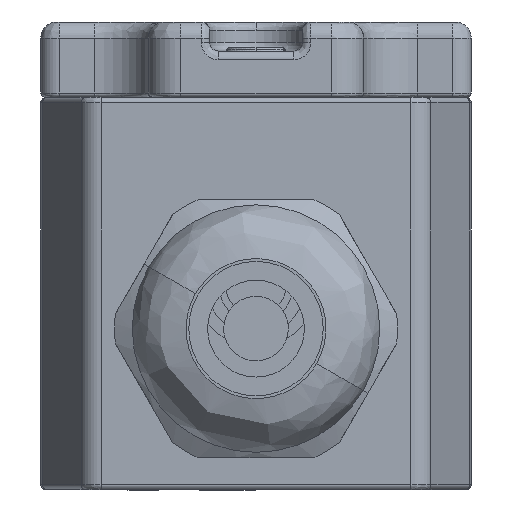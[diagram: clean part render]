
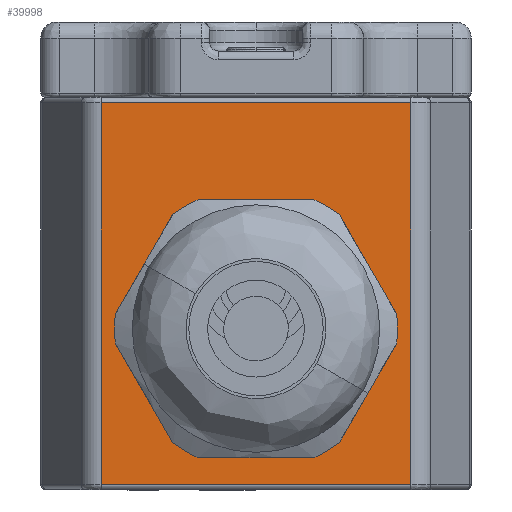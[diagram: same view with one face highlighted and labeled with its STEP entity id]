
A CAD part, front view. The second image highlights one B-rep face of the part: STEP entity #39998.
In plain terms, the highlighted planar face has unit normal (0, -1, 0).
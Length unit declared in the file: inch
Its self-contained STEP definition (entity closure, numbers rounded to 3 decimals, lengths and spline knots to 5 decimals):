
#7753 = DIRECTION ( 'NONE',  ( 1., 0., 0. ) ) ;
#9776 = VECTOR ( 'NONE', #46860, 39.37008 ) ;
#11662 = EDGE_LOOP ( 'NONE', ( #64860, #53014, #15742, #64781 ) ) ;
#12422 = EDGE_CURVE ( 'NONE', #49877, #13418, #55208, .T. ) ;
#13418 = VERTEX_POINT ( 'NONE', #24053 ) ;
#15742 = ORIENTED_EDGE ( 'NONE', *, *, #19868, .F. ) ;
#16984 = VERTEX_POINT ( 'NONE', #62080 ) ;
#17032 = DIRECTION ( 'NONE',  ( 0., -1., 0. ) ) ;
#17915 = CARTESIAN_POINT ( 'NONE',  ( -0.7874, -3.14961, 1.43701 ) ) ;
#18238 = PLANE ( 'NONE',  #51681 ) ;
#18582 = DIRECTION ( 'NONE',  ( 0., 1., 0. ) ) ;
#19274 = FACE_BOUND ( 'NONE', #36669, .T. ) ;
#19868 = EDGE_CURVE ( 'NONE', #66900, #40664, #38237, .T. ) ;
#19972 = AXIS2_PLACEMENT_3D ( 'NONE', #22212, #17032, #52834 ) ;
#20215 = LINE ( 'NONE', #29830, #63069 ) ;
#20410 = CARTESIAN_POINT ( 'NONE',  ( -0.56697, -3.14961, 1.43701 ) ) ;
#21367 = LINE ( 'NONE', #53969, #29584 ) ;
#21455 = CARTESIAN_POINT ( 'NONE',  ( -0.7874, -3.14961, 1.41732 ) ) ;
#22212 = CARTESIAN_POINT ( 'NONE',  ( 0., -3.14961, 0.59055 ) ) ;
#23432 = FACE_OUTER_BOUND ( 'NONE', #11662, .T. ) ;
#24053 = CARTESIAN_POINT ( 'NONE',  ( 0., -3.14961, 1.02362 ) ) ;
#28653 = EDGE_CURVE ( 'NONE', #13418, #49877, #40826, .T. ) ;
#29584 = VECTOR ( 'NONE', #58472, 39.37008 ) ;
#29830 = CARTESIAN_POINT ( 'NONE',  ( 0.56697, -3.14961, 1.43701 ) ) ;
#30113 = ORIENTED_EDGE ( 'NONE', *, *, #12422, .F. ) ;
#30280 = VERTEX_POINT ( 'NONE', #52932 ) ;
#31396 = LINE ( 'NONE', #20410, #9776 ) ;
#34232 = CARTESIAN_POINT ( 'NONE',  ( 0.56697, -3.14961, 1.41732 ) ) ;
#34401 = DIRECTION ( 'NONE',  ( 0., 0., 1. ) ) ;
#36298 = EDGE_CURVE ( 'NONE', #16984, #66900, #31396, .T. ) ;
#36669 = EDGE_LOOP ( 'NONE', ( #30113, #57448 ) ) ;
#38237 = LINE ( 'NONE', #21455, #63262 ) ;
#39998 = ADVANCED_FACE ( 'NONE', ( #23432, #19274 ), #18238, .F. ) ;
#40664 = VERTEX_POINT ( 'NONE', #34232 ) ;
#40826 = CIRCLE ( 'NONE', #19972, 0.43307 ) ;
#44322 = CARTESIAN_POINT ( 'NONE',  ( 0., -3.14961, 0.15748 ) ) ;
#46860 = DIRECTION ( 'NONE',  ( 0., 0., 1. ) ) ;
#49877 = VERTEX_POINT ( 'NONE', #44322 ) ;
#51681 = AXIS2_PLACEMENT_3D ( 'NONE', #17915, #18582, #34401 ) ;
#51697 = EDGE_CURVE ( 'NONE', #30280, #16984, #21367, .T. ) ;
#52834 = DIRECTION ( 'NONE',  ( 1., 0., 0. ) ) ;
#52932 = CARTESIAN_POINT ( 'NONE',  ( 0.56697, -3.14961, 0.01969 ) ) ;
#53014 = ORIENTED_EDGE ( 'NONE', *, *, #64513, .F. ) ;
#53969 = CARTESIAN_POINT ( 'NONE',  ( -0.7874, -3.14961, 0.01969 ) ) ;
#55208 = CIRCLE ( 'NONE', #60708, 0.43307 ) ;
#57448 = ORIENTED_EDGE ( 'NONE', *, *, #28653, .F. ) ;
#58472 = DIRECTION ( 'NONE',  ( -1., 0., 0. ) ) ;
#60341 = DIRECTION ( 'NONE',  ( 0., -1., 0. ) ) ;
#60708 = AXIS2_PLACEMENT_3D ( 'NONE', #65846, #60341, #7753 ) ;
#62080 = CARTESIAN_POINT ( 'NONE',  ( -0.56697, -3.14961, 0.01969 ) ) ;
#62996 = CARTESIAN_POINT ( 'NONE',  ( -0.56697, -3.14961, 1.41732 ) ) ;
#63069 = VECTOR ( 'NONE', #66949, 39.37008 ) ;
#63262 = VECTOR ( 'NONE', #63388, 39.37008 ) ;
#63388 = DIRECTION ( 'NONE',  ( 1., 0., 0. ) ) ;
#64513 = EDGE_CURVE ( 'NONE', #40664, #30280, #20215, .T. ) ;
#64781 = ORIENTED_EDGE ( 'NONE', *, *, #36298, .F. ) ;
#64860 = ORIENTED_EDGE ( 'NONE', *, *, #51697, .F. ) ;
#65846 = CARTESIAN_POINT ( 'NONE',  ( 0., -3.14961, 0.59055 ) ) ;
#66900 = VERTEX_POINT ( 'NONE', #62996 ) ;
#66949 = DIRECTION ( 'NONE',  ( 0., 0., -1. ) ) ;
